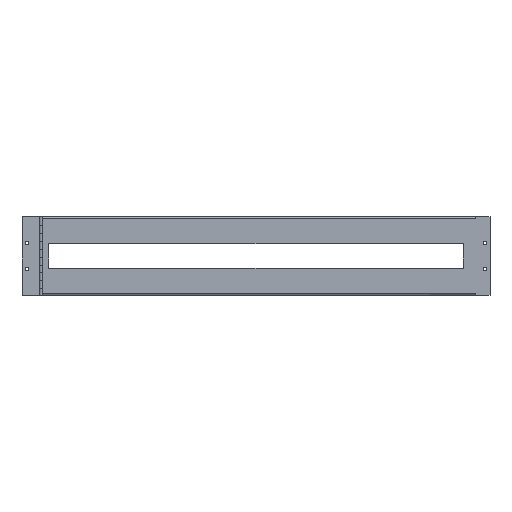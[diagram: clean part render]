
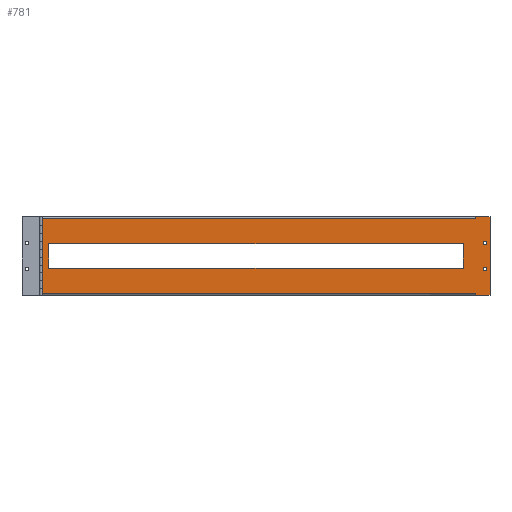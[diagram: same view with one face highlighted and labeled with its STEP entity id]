
A CAD part, top view. The second image highlights one B-rep face of the part: STEP entity #781.
In plain terms, the highlighted planar face has unit normal (0, 0, 1).
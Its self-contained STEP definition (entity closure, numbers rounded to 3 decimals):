
#647=FACE_BOUND('',#1087,.T.);
#648=FACE_BOUND('',#1088,.T.);
#649=FACE_BOUND('',#1089,.T.);
#650=FACE_BOUND('',#1090,.T.);
#696=CIRCLE('',#2800,3.5);
#698=CIRCLE('',#2803,3.5);
#781=ADVANCED_FACE('F2',(#647,#648,#649,#650),#890,.F.);
#890=PLANE('',#2832);
#1087=EDGE_LOOP('',(#1306,#1307,#1308,#1309,#1310,#1311,#1312,#1313));
#1088=EDGE_LOOP('',(#1314));
#1089=EDGE_LOOP('',(#1315));
#1090=EDGE_LOOP('',(#1316,#1317,#1318,#1319));
#1306=ORIENTED_EDGE('',*,*,#2078,.F.);
#1307=ORIENTED_EDGE('',*,*,#2076,.F.);
#1308=ORIENTED_EDGE('',*,*,#2050,.F.);
#1309=ORIENTED_EDGE('',*,*,#2032,.F.);
#1310=ORIENTED_EDGE('',*,*,#2029,.F.);
#1311=ORIENTED_EDGE('',*,*,#2026,.F.);
#1312=ORIENTED_EDGE('',*,*,#2023,.F.);
#1313=ORIENTED_EDGE('',*,*,#2079,.F.);
#1314=ORIENTED_EDGE('',*,*,#2019,.F.);
#1315=ORIENTED_EDGE('',*,*,#2016,.F.);
#1316=ORIENTED_EDGE('',*,*,#2005,.F.);
#1317=ORIENTED_EDGE('',*,*,#2008,.F.);
#1318=ORIENTED_EDGE('',*,*,#2011,.F.);
#1319=ORIENTED_EDGE('',*,*,#2013,.F.);
#1800=VERTEX_POINT('',#3589);
#1802=VERTEX_POINT('',#3593);
#1804=VERTEX_POINT('',#3599);
#1806=VERTEX_POINT('',#3605);
#1807=VERTEX_POINT('',#3612);
#1809=VERTEX_POINT('',#3618);
#1811=VERTEX_POINT('',#3624);
#1814=VERTEX_POINT('',#3629);
#1815=VERTEX_POINT('',#3633);
#1818=VERTEX_POINT('',#3640);
#1819=VERTEX_POINT('',#3645);
#1833=VERTEX_POINT('',#3685);
#1850=VERTEX_POINT('',#3737);
#1851=VERTEX_POINT('',#3741);
#2005=EDGE_CURVE('E8',#1802,#1800,#2311,.T.);
#2008=EDGE_CURVE('E7',#1804,#1802,#2314,.T.);
#2011=EDGE_CURVE('E6',#1806,#1804,#2317,.T.);
#2013=EDGE_CURVE('E5',#1800,#1806,#2319,.T.);
#2016=EDGE_CURVE('E9',#1807,#1807,#696,.T.);
#2019=EDGE_CURVE('E10',#1809,#1809,#698,.T.);
#2023=EDGE_CURVE('E12',#1814,#1811,#2325,.T.);
#2026=EDGE_CURVE('E13',#1811,#1815,#2328,.T.);
#2029=EDGE_CURVE('E14',#1815,#1818,#2331,.T.);
#2032=EDGE_CURVE('E15',#1818,#1819,#2333,.T.);
#2050=EDGE_CURVE('E16',#1819,#1833,#2350,.T.);
#2076=EDGE_CURVE('E17',#1833,#1850,#2371,.T.);
#2078=EDGE_CURVE('E18',#1850,#1851,#2372,.T.);
#2079=EDGE_CURVE('E11',#1851,#1814,#2373,.T.);
#2311=LINE('',#3594,#2554);
#2314=LINE('',#3600,#2557);
#2317=LINE('',#3606,#2560);
#2319=LINE('',#3609,#2562);
#2325=LINE('',#3630,#2568);
#2328=LINE('',#3636,#2571);
#2331=LINE('',#3642,#2574);
#2333=LINE('',#3648,#2576);
#2350=LINE('',#3684,#2593);
#2371=LINE('',#3736,#2614);
#2372=LINE('',#3740,#2615);
#2373=LINE('',#3742,#2616);
#2554=VECTOR('',#2982,1.);
#2557=VECTOR('',#2987,1.);
#2560=VECTOR('',#2992,1.);
#2562=VECTOR('',#2996,1.);
#2568=VECTOR('',#3016,1.);
#2571=VECTOR('',#3021,1.);
#2574=VECTOR('',#3026,1.);
#2576=VECTOR('',#3032,1.);
#2593=VECTOR('',#3063,1.);
#2614=VECTOR('',#3112,1.);
#2615=VECTOR('',#3117,1.);
#2616=VECTOR('',#3118,1.);
#2800=AXIS2_PLACEMENT_3D('',#3615,#3002,#3003);
#2803=AXIS2_PLACEMENT_3D('',#3621,#3009,#3010);
#2832=AXIS2_PLACEMENT_3D('',#3743,#3119,#3120);
#2982=DIRECTION('',(0.,-1.,0.));
#2987=DIRECTION('',(-1.,0.,0.));
#2992=DIRECTION('',(0.,1.,0.));
#2996=DIRECTION('',(1.,0.,0.));
#3002=DIRECTION('',(0.,0.,1.));
#3003=DIRECTION('',(1.,0.,0.));
#3009=DIRECTION('',(0.,0.,1.));
#3010=DIRECTION('',(1.,0.,0.));
#3016=DIRECTION('',(1.,0.,0.));
#3021=DIRECTION('',(0.,-1.,0.));
#3026=DIRECTION('',(-1.,0.,0.));
#3032=DIRECTION('',(0.,1.,0.));
#3063=DIRECTION('',(-1.,0.,0.));
#3112=DIRECTION('',(0.,1.,0.));
#3117=DIRECTION('',(1.,0.,0.));
#3118=DIRECTION('',(0.,1.,0.));
#3119=DIRECTION('',(0.,0.,-1.));
#3120=DIRECTION('',(0.,1.,0.));
#3589=CARTESIAN_POINT('',(-1121.521,-1344.305,64.137));
#3593=CARTESIAN_POINT('',(-1121.521,-1298.305,64.137));
#3594=CARTESIAN_POINT('',(-1121.521,-1321.305,64.137));
#3599=CARTESIAN_POINT('',(-329.521,-1298.305,64.137));
#3600=CARTESIAN_POINT('',(-816.521,-1298.305,64.137));
#3605=CARTESIAN_POINT('',(-329.521,-1344.305,64.137));
#3606=CARTESIAN_POINT('',(-329.521,-1321.305,64.137));
#3609=CARTESIAN_POINT('',(-816.521,-1344.305,64.137));
#3612=CARTESIAN_POINT('',(-284.021,-1296.305,64.137));
#3615=CARTESIAN_POINT('',(-287.521,-1296.305,64.137));
#3618=CARTESIAN_POINT('',(-284.021,-1346.305,64.137));
#3621=CARTESIAN_POINT('',(-287.521,-1346.305,64.137));
#3624=CARTESIAN_POINT('',(-278.021,-1246.555,64.137));
#3629=CARTESIAN_POINT('',(-305.521,-1246.555,64.137));
#3630=CARTESIAN_POINT('',(-291.771,-1246.555,64.137));
#3633=CARTESIAN_POINT('',(-278.021,-1396.055,64.137));
#3636=CARTESIAN_POINT('',(-278.021,-1246.305,64.137));
#3640=CARTESIAN_POINT('',(-305.521,-1396.055,64.137));
#3642=CARTESIAN_POINT('',(-291.771,-1396.055,64.137));
#3645=CARTESIAN_POINT('',(-305.521,-1393.255,64.137));
#3648=CARTESIAN_POINT('',(-305.522,-1096.525,64.137));
#3684=CARTESIAN_POINT('',(-505.491,-1393.255,64.137));
#3685=CARTESIAN_POINT('',(-1134.52,-1393.255,64.137));
#3736=CARTESIAN_POINT('',(-1134.519,-1411.03,64.137));
#3737=CARTESIAN_POINT('',(-1134.52,-1249.355,64.137));
#3740=CARTESIAN_POINT('',(-1134.551,-1249.355,64.137));
#3741=CARTESIAN_POINT('',(-305.521,-1249.355,64.137));
#3742=CARTESIAN_POINT('',(-305.521,-1247.955,64.137));
#3743=CARTESIAN_POINT('',(-477.991,-1096.525,64.137));
